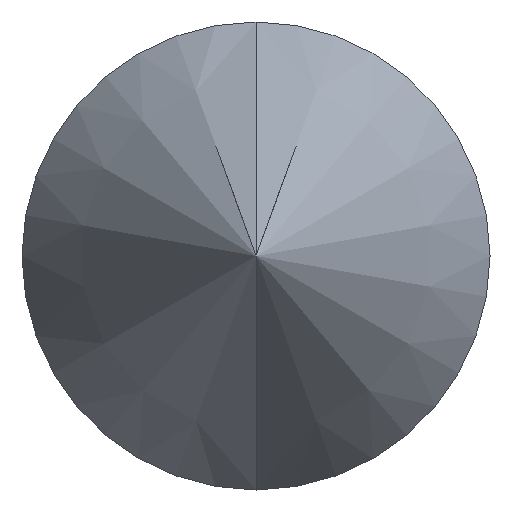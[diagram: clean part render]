
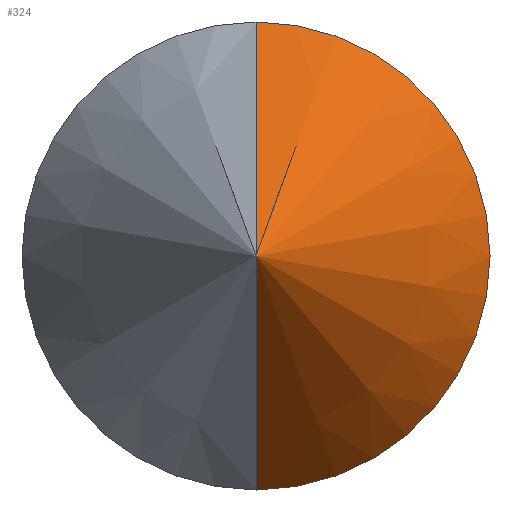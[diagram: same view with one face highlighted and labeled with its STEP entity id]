
A CAD part, front view. The second image highlights one B-rep face of the part: STEP entity #324.
In plain terms, the highlighted conical face has half-angle 30 degrees and reference radius 577.35 mm.
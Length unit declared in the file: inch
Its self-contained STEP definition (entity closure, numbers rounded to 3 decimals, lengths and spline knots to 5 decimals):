
#29 = LINE ( 'NONE', #31, #340 ) ;
#31 = CARTESIAN_POINT ( 'NONE',  ( 0., 0., 0. ) ) ;
#36 = DIRECTION ( 'NONE',  ( 0., -1., 0. ) ) ;
#49 = DIRECTION ( 'NONE',  ( 0., 0., 1. ) ) ;
#59 = CARTESIAN_POINT ( 'NONE',  ( 0., 0., 0. ) ) ;
#62 = AXIS2_PLACEMENT_3D ( 'NONE', #306, #36, #67 ) ;
#63 = DIRECTION ( 'NONE',  ( 0., 0.866, -0.5 ) ) ;
#67 = DIRECTION ( 'NONE',  ( 0., 0., -1. ) ) ;
#71 = EDGE_LOOP ( 'NONE', ( #276, #119, #251 ) ) ;
#90 = DIRECTION ( 'NONE',  ( 0., 1., 0. ) ) ;
#119 = ORIENTED_EDGE ( 'NONE', *, *, #246, .T. ) ;
#152 = VERTEX_POINT ( 'NONE', #207 ) ;
#165 = FACE_OUTER_BOUND ( 'NONE', #71, .T. ) ;
#197 = VECTOR ( 'NONE', #63, 39.37008 ) ;
#201 = VERTEX_POINT ( 'NONE', #320 ) ;
#207 = CARTESIAN_POINT ( 'NONE',  ( 0., 0.32476, 0.1875 ) ) ;
#221 = DIRECTION ( 'NONE',  ( 0., 0.866, 0.5 ) ) ;
#237 = EDGE_CURVE ( 'NONE', #307, #152, #29, .T. ) ;
#246 = EDGE_CURVE ( 'NONE', #307, #201, #299, .T. ) ;
#247 = CARTESIAN_POINT ( 'NONE',  ( 0., 39.37008, 0. ) ) ;
#251 = ORIENTED_EDGE ( 'NONE', *, *, #284, .T. ) ;
#268 = CONICAL_SURFACE ( 'NONE', #350, 22.73033, 0.524 ) ;
#276 = ORIENTED_EDGE ( 'NONE', *, *, #237, .F. ) ;
#284 = EDGE_CURVE ( 'NONE', #201, #152, #298, .T. ) ;
#298 = CIRCLE ( 'NONE', #62, 0.1875 ) ;
#299 = LINE ( 'NONE', #337, #197 ) ;
#306 = CARTESIAN_POINT ( 'NONE',  ( 0., 0.32476, 0. ) ) ;
#307 = VERTEX_POINT ( 'NONE', #59 ) ;
#320 = CARTESIAN_POINT ( 'NONE',  ( 0., 0.32476, -0.1875 ) ) ;
#324 = ADVANCED_FACE ( 'NONE', ( #165 ), #268, .T. ) ;
#337 = CARTESIAN_POINT ( 'NONE',  ( 0., 0., 0. ) ) ;
#340 = VECTOR ( 'NONE', #221, 39.37008 ) ;
#350 = AXIS2_PLACEMENT_3D ( 'NONE', #247, #90, #49 ) ;
